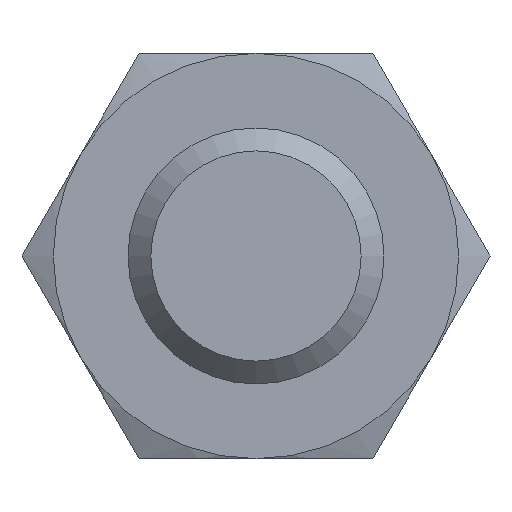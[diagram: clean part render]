
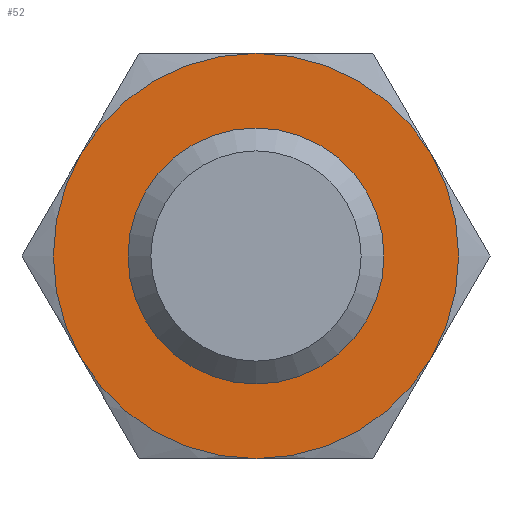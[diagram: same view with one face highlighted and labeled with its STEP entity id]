
A CAD part, front view. The second image highlights one B-rep face of the part: STEP entity #52.
In plain terms, the highlighted planar face has unit normal (0, -1, 0).
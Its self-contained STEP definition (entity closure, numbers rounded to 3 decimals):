
#52 = ADVANCED_FACE( '', ( #122, #123 ), #124, .F. );
#122 = FACE_BOUND( '', #214, .T. );
#123 = FACE_OUTER_BOUND( '', #215, .T. );
#124 = PLANE( '', #216 );
#214 = EDGE_LOOP( '', ( #307 ) );
#215 = EDGE_LOOP( '', ( #308, #309, #310, #311, #312, #313 ) );
#216 = AXIS2_PLACEMENT_3D( '', #314, #315, #316 );
#307 = ORIENTED_EDGE( '', *, *, #505, .F. );
#308 = ORIENTED_EDGE( '', *, *, #506, .T. );
#309 = ORIENTED_EDGE( '', *, *, #507, .T. );
#310 = ORIENTED_EDGE( '', *, *, #508, .T. );
#311 = ORIENTED_EDGE( '', *, *, #509, .T. );
#312 = ORIENTED_EDGE( '', *, *, #510, .T. );
#313 = ORIENTED_EDGE( '', *, *, #511, .T. );
#314 = CARTESIAN_POINT( '', ( 9.5, 0., 0. ) );
#315 = DIRECTION( '', ( 0., 1., 0. ) );
#316 = DIRECTION( '', ( 0., 0., 1. ) );
#505 = EDGE_CURVE( '', #586, #586, #587, .T. );
#506 = EDGE_CURVE( '', #588, #576, #589, .T. );
#507 = EDGE_CURVE( '', #576, #590, #591, .T. );
#508 = EDGE_CURVE( '', #590, #592, #593, .T. );
#509 = EDGE_CURVE( '', #592, #594, #595, .T. );
#510 = EDGE_CURVE( '', #594, #596, #597, .T. );
#511 = EDGE_CURVE( '', #596, #588, #598, .T. );
#576 = VERTEX_POINT( '', #681 );
#586 = VERTEX_POINT( '', #712 );
#587 = CIRCLE( '', #713, 4.7 );
#588 = VERTEX_POINT( '', #714 );
#589 = CIRCLE( '', #715, 9.5 );
#590 = VERTEX_POINT( '', #716 );
#591 = CIRCLE( '', #717, 9.5 );
#592 = VERTEX_POINT( '', #718 );
#593 = CIRCLE( '', #719, 9.5 );
#594 = VERTEX_POINT( '', #720 );
#595 = CIRCLE( '', #721, 9.5 );
#596 = VERTEX_POINT( '', #722 );
#597 = CIRCLE( '', #723, 9.5 );
#598 = CIRCLE( '', #724, 9.5 );
#681 = CARTESIAN_POINT( '', ( 8.227, 0., -4.75 ) );
#712 = CARTESIAN_POINT( '', ( 0., 0., -4.7 ) );
#713 = AXIS2_PLACEMENT_3D( '', #904, #905, #906 );
#714 = CARTESIAN_POINT( '', ( 0., 0., -9.5 ) );
#715 = AXIS2_PLACEMENT_3D( '', #907, #908, #909 );
#716 = CARTESIAN_POINT( '', ( 8.227, 0., 4.75 ) );
#717 = AXIS2_PLACEMENT_3D( '', #910, #911, #912 );
#718 = CARTESIAN_POINT( '', ( 0., 0., 9.5 ) );
#719 = AXIS2_PLACEMENT_3D( '', #913, #914, #915 );
#720 = CARTESIAN_POINT( '', ( -8.227, 0., 4.75 ) );
#721 = AXIS2_PLACEMENT_3D( '', #916, #917, #918 );
#722 = CARTESIAN_POINT( '', ( -8.227, 0., -4.75 ) );
#723 = AXIS2_PLACEMENT_3D( '', #919, #920, #921 );
#724 = AXIS2_PLACEMENT_3D( '', #922, #923, #924 );
#904 = CARTESIAN_POINT( '', ( 0., 0., 0. ) );
#905 = DIRECTION( '', ( 0., -1., 0. ) );
#906 = DIRECTION( '', ( 0., 0., -1. ) );
#907 = CARTESIAN_POINT( '', ( 0., 0., 0. ) );
#908 = DIRECTION( '', ( 0., -1., 0. ) );
#909 = DIRECTION( '', ( 0., 0., -1. ) );
#910 = CARTESIAN_POINT( '', ( 0., 0., 0. ) );
#911 = DIRECTION( '', ( 0., -1., 0. ) );
#912 = DIRECTION( '', ( 0., 0., -1. ) );
#913 = CARTESIAN_POINT( '', ( 0., 0., 0. ) );
#914 = DIRECTION( '', ( 0., -1., 0. ) );
#915 = DIRECTION( '', ( 0., 0., -1. ) );
#916 = CARTESIAN_POINT( '', ( 0., 0., 0. ) );
#917 = DIRECTION( '', ( 0., -1., 0. ) );
#918 = DIRECTION( '', ( 0., 0., -1. ) );
#919 = CARTESIAN_POINT( '', ( 0., 0., 0. ) );
#920 = DIRECTION( '', ( 0., -1., 0. ) );
#921 = DIRECTION( '', ( 0., 0., -1. ) );
#922 = CARTESIAN_POINT( '', ( 0., 0., 0. ) );
#923 = DIRECTION( '', ( 0., -1., 0. ) );
#924 = DIRECTION( '', ( 0., 0., -1. ) );
